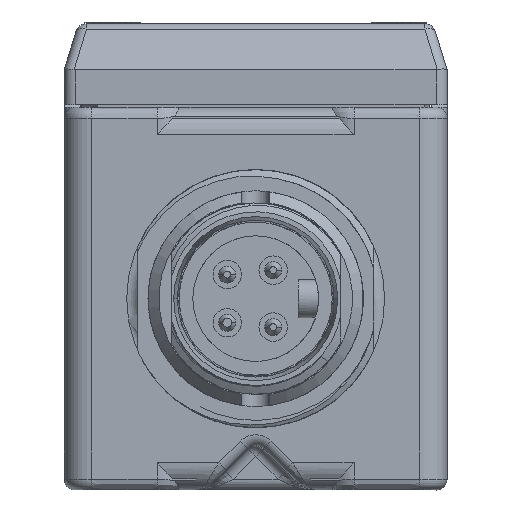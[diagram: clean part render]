
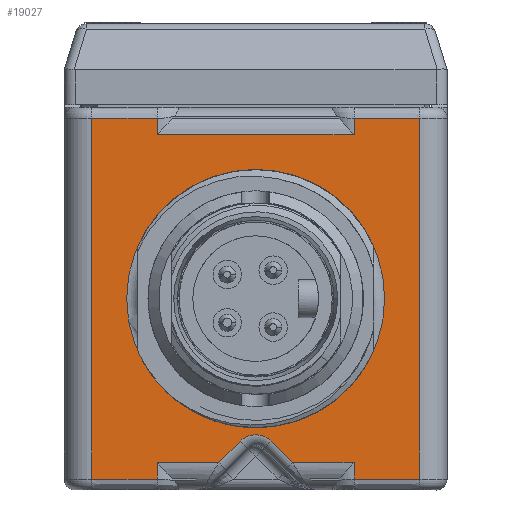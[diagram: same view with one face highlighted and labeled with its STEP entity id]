
A CAD part, front view. The second image highlights one B-rep face of the part: STEP entity #19027.
In plain terms, the highlighted planar face has unit normal (0, -1, 0).
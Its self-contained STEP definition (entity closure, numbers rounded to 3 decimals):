
#1=CARTESIAN_POINT('',(-19.045,-59.44,20.955));
#2=CARTESIAN_POINT('',(-18.521,-59.44,20.955));
#3=CARTESIAN_POINT('',(-17.509,-59.44,20.955));
#4=CARTESIAN_POINT('',(-16.1,-59.44,20.955));
#5=CARTESIAN_POINT('',(-14.789,-59.44,20.955));
#6=CARTESIAN_POINT('',(-13.573,-59.44,20.955));
#7=CARTESIAN_POINT('',(-12.448,-59.44,20.956));
#8=CARTESIAN_POINT('',(-11.759,-59.44,20.953));
#9=CARTESIAN_POINT('',(-11.43,-59.44,20.955));
#11=DIRECTION('',(0.,0.,-1.));
#12=VECTOR('',#11,1.91);
#13=CARTESIAN_POINT('',(-11.43,-59.44,20.955));
#14=LINE('',#13,#12);
#15=DIRECTION('',(0.,0.,-1.));
#16=VECTOR('',#15,1.91);
#17=CARTESIAN_POINT('',(11.43,-59.44,20.955));
#18=LINE('',#17,#16);
#19=CARTESIAN_POINT('',(11.43,-59.44,20.955));
#20=CARTESIAN_POINT('',(11.759,-59.44,20.953));
#21=CARTESIAN_POINT('',(12.448,-59.44,20.956));
#22=CARTESIAN_POINT('',(13.574,-59.44,20.955));
#23=CARTESIAN_POINT('',(14.79,-59.44,20.955));
#24=CARTESIAN_POINT('',(16.1,-59.44,20.955));
#25=CARTESIAN_POINT('',(17.509,-59.44,20.955));
#26=CARTESIAN_POINT('',(18.521,-59.44,20.955));
#27=CARTESIAN_POINT('',(19.045,-59.44,20.955));
#29=CARTESIAN_POINT('',(19.045,-59.44,-20.955));
#30=CARTESIAN_POINT('',(18.521,-59.44,-20.955));
#31=CARTESIAN_POINT('',(17.509,-59.44,-20.955));
#32=CARTESIAN_POINT('',(16.1,-59.44,-20.955));
#33=CARTESIAN_POINT('',(14.79,-59.44,-20.955));
#34=CARTESIAN_POINT('',(13.574,-59.44,-20.955));
#35=CARTESIAN_POINT('',(12.447,-59.44,-20.956));
#36=CARTESIAN_POINT('',(11.759,-59.44,-20.953));
#37=CARTESIAN_POINT('',(11.43,-59.44,-20.955));
#39=DIRECTION('',(0.,0.,-1.));
#40=VECTOR('',#39,1.91);
#41=CARTESIAN_POINT('',(11.43,-59.44,-19.045));
#42=LINE('',#41,#40);
#43=DIRECTION('',(0.,0.,-1.));
#44=VECTOR('',#43,1.91);
#45=CARTESIAN_POINT('',(-11.43,-59.44,-19.045));
#46=LINE('',#45,#44);
#47=CARTESIAN_POINT('',(-11.43,-59.44,-20.955));
#48=CARTESIAN_POINT('',(-11.759,-59.44,-20.953));
#49=CARTESIAN_POINT('',(-12.448,-59.44,-20.956));
#50=CARTESIAN_POINT('',(-13.573,-59.44,-20.955));
#51=CARTESIAN_POINT('',(-14.789,-59.44,-20.955));
#52=CARTESIAN_POINT('',(-16.1,-59.44,-20.955));
#53=CARTESIAN_POINT('',(-17.509,-59.44,-20.955));
#54=CARTESIAN_POINT('',(-18.521,-59.44,-20.955));
#55=CARTESIAN_POINT('',(-19.045,-59.44,-20.955));
#57=DIRECTION('',(0.,0.,1.));
#58=VECTOR('',#57,41.91);
#59=CARTESIAN_POINT('',(-19.045,-59.44,-20.955));
#60=LINE('',#59,#58);
#61=CARTESIAN_POINT('',(0.,-59.44,0.));
#62=DIRECTION('',(0.,-1.,0.));
#63=DIRECTION('',(0.,0.,-1.));
#64=AXIS2_PLACEMENT_3D('',#61,#62,#63);
#66=CARTESIAN_POINT('',(0.,-59.44,0.));
#67=DIRECTION('',(0.,-1.,0.));
#68=DIRECTION('',(0.,0.,1.));
#69=AXIS2_PLACEMENT_3D('',#66,#67,#68);
#5294=DIRECTION('',(1.,0.,0.));
#5295=VECTOR('',#5294,7.142);
#5296=CARTESIAN_POINT('',(-11.43,-59.44,-19.045));
#5297=LINE('',#5296,#5295);
#5333=CARTESIAN_POINT('',(-4.288,-59.44,-19.045));
#5402=CARTESIAN_POINT('',(0.,-59.44,-18.349));
#5403=DIRECTION('',(0.,1.,0.));
#5404=DIRECTION('',(-0.707,0.,0.707));
#5405=AXIS2_PLACEMENT_3D('',#5402,#5403,#5404);
#5407=DIRECTION('',(0.707,0.,0.707));
#5408=VECTOR('',#5407,3.525);
#5409=CARTESIAN_POINT('',(-4.288,-59.44,-19.045));
#5410=LINE('',#5409,#5408);
#5420=DIRECTION('',(-0.707,0.,0.707));
#5421=VECTOR('',#5420,3.525);
#5422=CARTESIAN_POINT('',(4.288,-59.44,-19.045));
#5423=LINE('',#5422,#5421);
#5584=DIRECTION('',(1.,0.,0.));
#5585=VECTOR('',#5584,7.142);
#5586=CARTESIAN_POINT('',(4.288,-59.44,-19.045));
#5587=LINE('',#5586,#5585);
#5693=DIRECTION('',(0.,0.,1.));
#5694=VECTOR('',#5693,41.91);
#5695=CARTESIAN_POINT('',(19.045,-59.44,-20.955));
#5696=LINE('',#5695,#5694);
#5975=DIRECTION('',(-1.,0.,0.));
#5976=VECTOR('',#5975,22.86);
#5977=CARTESIAN_POINT('',(11.43,-59.44,19.045));
#5978=LINE('',#5977,#5976);
#16546=CARTESIAN_POINT('',(0.,-59.44,-14.985));
#16547=CARTESIAN_POINT('',(0.,-59.44,14.985));
#16548=VERTEX_POINT('',#16546);
#16549=VERTEX_POINT('',#16547);
#16610=VERTEX_POINT('',#5333);
#16611=CARTESIAN_POINT('',(-1.796,-59.44,-16.553));
#16612=VERTEX_POINT('',#16611);
#16617=CARTESIAN_POINT('',(1.796,-59.44,-16.553));
#16618=VERTEX_POINT('',#16617);
#16619=CARTESIAN_POINT('',(4.288,-59.44,-19.045));
#16620=VERTEX_POINT('',#16619);
#16747=CARTESIAN_POINT('',(19.045,-59.44,20.955));
#16748=VERTEX_POINT('',#16747);
#16751=VERTEX_POINT('',#1);
#16752=VERTEX_POINT('',#9);
#16754=VERTEX_POINT('',#19);
#16767=CARTESIAN_POINT('',(-19.045,-59.44,-20.955));
#16768=VERTEX_POINT('',#16767);
#16771=VERTEX_POINT('',#29);
#16772=VERTEX_POINT('',#37);
#16774=VERTEX_POINT('',#47);
#16781=CARTESIAN_POINT('',(-11.43,-59.44,19.045));
#16782=VERTEX_POINT('',#16781);
#16861=CARTESIAN_POINT('',(11.43,-59.44,19.045));
#16862=VERTEX_POINT('',#16861);
#16865=CARTESIAN_POINT('',(-11.43,-59.44,-19.045));
#16866=VERTEX_POINT('',#16865);
#16867=CARTESIAN_POINT('',(11.43,-59.44,-19.045));
#16868=VERTEX_POINT('',#16867);
#18982=CARTESIAN_POINT('',(0.,-59.44,0.));
#18983=DIRECTION('',(0.,1.,0.));
#18984=DIRECTION('',(1.,0.,0.));
#18985=AXIS2_PLACEMENT_3D('',#18982,#18983,#18984);
#18986=PLANE('',#18985);
#18988=ORIENTED_EDGE('',*,*,#18987,.T.);
#18990=ORIENTED_EDGE('',*,*,#18989,.T.);
#18992=ORIENTED_EDGE('',*,*,#18991,.F.);
#18994=ORIENTED_EDGE('',*,*,#18993,.F.);
#18996=ORIENTED_EDGE('',*,*,#18995,.T.);
#18998=ORIENTED_EDGE('',*,*,#18997,.F.);
#19000=ORIENTED_EDGE('',*,*,#18999,.T.);
#19002=ORIENTED_EDGE('',*,*,#19001,.F.);
#19004=ORIENTED_EDGE('',*,*,#19003,.F.);
#19006=ORIENTED_EDGE('',*,*,#19005,.T.);
#19008=ORIENTED_EDGE('',*,*,#19007,.F.);
#19010=ORIENTED_EDGE('',*,*,#19009,.F.);
#19012=ORIENTED_EDGE('',*,*,#19011,.F.);
#19014=ORIENTED_EDGE('',*,*,#19013,.T.);
#19016=ORIENTED_EDGE('',*,*,#19015,.T.);
#19018=ORIENTED_EDGE('',*,*,#19017,.T.);
#19019=EDGE_LOOP('',(#18988,#18990,#18992,#18994,#18996,#18998,#19000,#19002,
#19004,#19006,#19008,#19010,#19012,#19014,#19016,#19018));
#19020=FACE_OUTER_BOUND('',#19019,.F.);
#19022=ORIENTED_EDGE('',*,*,#19021,.T.);
#19024=ORIENTED_EDGE('',*,*,#19023,.T.);
#19025=EDGE_LOOP('',(#19022,#19024));
#19026=FACE_BOUND('',#19025,.F.);
#19027=ADVANCED_FACE('',(#19020,#19026),#18986,.F.);
#10=B_SPLINE_CURVE_WITH_KNOTS('',3,(#1,#2,#3,#4,#5,#6,#7,#8,#9),.UNSPECIFIED.,
.F.,.F.,(4,1,1,1,1,1,4),(0.,0.167,0.333,0.5,
0.667,0.833,1.),.UNSPECIFIED.);
#28=B_SPLINE_CURVE_WITH_KNOTS('',3,(#19,#20,#21,#22,#23,#24,#25,#26,#27),
.UNSPECIFIED.,.F.,.F.,(4,1,1,1,1,1,4),(0.,0.167,0.333,
0.5,0.667,0.833,1.),.UNSPECIFIED.);
#38=B_SPLINE_CURVE_WITH_KNOTS('',3,(#29,#30,#31,#32,#33,#34,#35,#36,#37),
.UNSPECIFIED.,.F.,.F.,(4,1,1,1,1,1,4),(0.,0.167,0.333,
0.5,0.667,0.833,1.),.UNSPECIFIED.);
#56=B_SPLINE_CURVE_WITH_KNOTS('',3,(#47,#48,#49,#50,#51,#52,#53,#54,#55),
.UNSPECIFIED.,.F.,.F.,(4,1,1,1,1,1,4),(0.,0.167,0.333,
0.5,0.667,0.833,1.),.UNSPECIFIED.);
#65=CIRCLE('',#64,14.985);
#70=CIRCLE('',#69,14.985);
#5406=CIRCLE('',#5405,2.54);
#18987=EDGE_CURVE('',#16751,#16752,#10,.T.);
#18989=EDGE_CURVE('',#16752,#16782,#14,.T.);
#18991=EDGE_CURVE('',#16862,#16782,#5978,.T.);
#18993=EDGE_CURVE('',#16754,#16862,#18,.T.);
#18995=EDGE_CURVE('',#16754,#16748,#28,.T.);
#18997=EDGE_CURVE('',#16771,#16748,#5696,.T.);
#18999=EDGE_CURVE('',#16771,#16772,#38,.T.);
#19001=EDGE_CURVE('',#16868,#16772,#42,.T.);
#19003=EDGE_CURVE('',#16620,#16868,#5587,.T.);
#19005=EDGE_CURVE('',#16620,#16618,#5423,.T.);
#19007=EDGE_CURVE('',#16612,#16618,#5406,.T.);
#19009=EDGE_CURVE('',#16610,#16612,#5410,.T.);
#19011=EDGE_CURVE('',#16866,#16610,#5297,.T.);
#19013=EDGE_CURVE('',#16866,#16774,#46,.T.);
#19015=EDGE_CURVE('',#16774,#16768,#56,.T.);
#19017=EDGE_CURVE('',#16768,#16751,#60,.T.);
#19021=EDGE_CURVE('',#16548,#16549,#65,.T.);
#19023=EDGE_CURVE('',#16549,#16548,#70,.T.);
